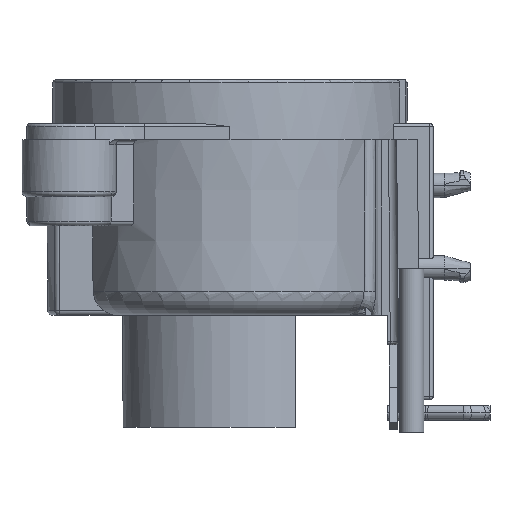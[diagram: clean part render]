
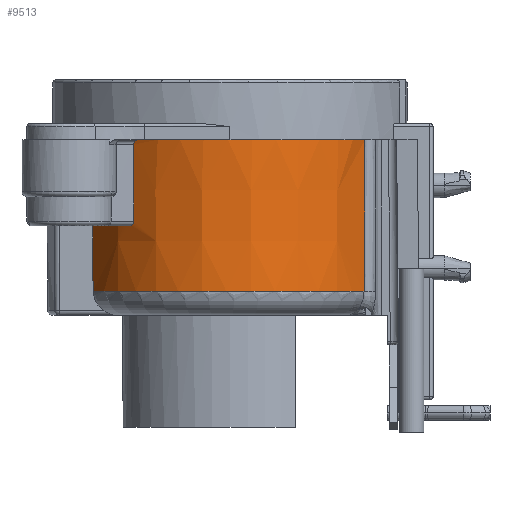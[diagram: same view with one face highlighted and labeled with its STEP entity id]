
A CAD part, left-side view. The second image highlights one B-rep face of the part: STEP entity #9513.
In plain terms, the highlighted conical face has half-angle 0.641 degrees and reference radius 9.107 mm.
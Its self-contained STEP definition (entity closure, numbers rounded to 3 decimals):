
#108=CARTESIAN_POINT('',(-3.858,-8.307,
-1.));
#110=CARTESIAN_POINT('',(0.,0.,-1.));
#111=DIRECTION('',(0.,0.,-1.));
#112=DIRECTION('',(-0.421,-0.907,0.));
#113=AXIS2_PLACEMENT_3D('',#110,#111,#112);
#151=CARTESIAN_POINT('',(-3.736,-8.248,
-10.317));
#152=CARTESIAN_POINT('',(-3.75,-8.254,
-9.273));
#153=CARTESIAN_POINT('',(-3.777,-8.268,
-7.192));
#154=CARTESIAN_POINT('',(-3.817,-8.287,
-4.087));
#155=CARTESIAN_POINT('',(-3.844,-8.3,
-2.027));
#156=CARTESIAN_POINT('',(-3.858,-8.307,
-1.));
#163=CARTESIAN_POINT('',(-6.976,5.929,-1.297));
#164=CARTESIAN_POINT('',(-6.977,5.929,-1.266));
#165=CARTESIAN_POINT('',(-6.984,5.921,-1.203));
#166=CARTESIAN_POINT('',(-7.013,5.889,-1.12));
#167=CARTESIAN_POINT('',(-7.056,5.838,-1.053));
#168=CARTESIAN_POINT('',(-7.11,5.773,-1.01));
#169=CARTESIAN_POINT('',(-7.15,5.723,
-1.));
#170=CARTESIAN_POINT('',(-7.17,5.698,
-1.));
#172=CARTESIAN_POINT('',(-3.319,8.424,-10.317));
#173=CARTESIAN_POINT('',(-3.327,8.433,-9.314));
#174=CARTESIAN_POINT('',(-3.345,8.45,-7.31));
#175=CARTESIAN_POINT('',(-3.371,8.476,-4.303));
#176=CARTESIAN_POINT('',(-3.389,8.493,-2.299));
#177=CARTESIAN_POINT('',(-3.397,8.502,-1.297));
#179=CARTESIAN_POINT('',(-5.929,6.976,-1.297));
#180=CARTESIAN_POINT('',(-5.928,6.969,-1.82));
#181=CARTESIAN_POINT('',(-5.927,6.955,-2.865));
#182=CARTESIAN_POINT('',(-5.925,6.933,-4.434));
#183=CARTESIAN_POINT('',(-5.924,6.919,-5.48));
#184=CARTESIAN_POINT('',(-5.923,6.912,-6.003));
#186=CARTESIAN_POINT('',(-5.923,6.912,-6.003));
#187=CARTESIAN_POINT('',(-5.923,6.912,-6.034));
#188=CARTESIAN_POINT('',(-5.93,6.904,-6.097));
#189=CARTESIAN_POINT('',(-5.963,6.875,-6.18));
#190=CARTESIAN_POINT('',(-6.013,6.83,-6.247));
#191=CARTESIAN_POINT('',(-6.076,6.774,-6.29));
#192=CARTESIAN_POINT('',(-6.122,6.732,-6.3));
#193=CARTESIAN_POINT('',(-6.146,6.71,-6.3));
#195=CARTESIAN_POINT('',(-6.71,6.146,-6.3));
#196=CARTESIAN_POINT('',(-6.732,6.122,-6.3));
#197=CARTESIAN_POINT('',(-6.774,6.076,-6.29));
#198=CARTESIAN_POINT('',(-6.83,6.013,-6.247));
#199=CARTESIAN_POINT('',(-6.875,5.963,-6.18));
#200=CARTESIAN_POINT('',(-6.904,5.93,-6.097));
#201=CARTESIAN_POINT('',(-6.912,5.923,-6.034));
#202=CARTESIAN_POINT('',(-6.912,5.923,-6.003));
#204=CARTESIAN_POINT('',(-6.912,5.923,-6.003));
#205=CARTESIAN_POINT('',(-6.919,5.924,-5.48));
#206=CARTESIAN_POINT('',(-6.933,5.925,-4.434));
#207=CARTESIAN_POINT('',(-6.955,5.927,-2.865));
#208=CARTESIAN_POINT('',(-6.969,5.928,-1.82));
#209=CARTESIAN_POINT('',(-6.976,5.929,-1.297));
#399=CARTESIAN_POINT('',(0.,0.,-6.3));
#400=DIRECTION('',(0.,0.,-1.));
#401=DIRECTION('',(-0.737,0.675,0.));
#402=AXIS2_PLACEMENT_3D('',#399,#400,#401);
#532=CARTESIAN_POINT('',(0.,0.,-1.297));
#533=DIRECTION('',(0.,0.,-1.));
#534=DIRECTION('',(-0.648,0.762,0.));
#535=AXIS2_PLACEMENT_3D('',#532,#533,#534);
#926=CARTESIAN_POINT('',(0.,0.,-10.317));
#927=DIRECTION('',(0.,0.,1.));
#928=DIRECTION('',(-0.367,0.93,0.));
#929=AXIS2_PLACEMENT_3D('',#926,#927,#928);
#7969=VERTEX_POINT('',#108);
#7970=CARTESIAN_POINT('',(-7.17,5.698,
-1.));
#7971=VERTEX_POINT('',#7970);
#7984=VERTEX_POINT('',#151);
#7987=VERTEX_POINT('',#163);
#7988=CARTESIAN_POINT('',(-3.319,8.424,
-10.317));
#7989=VERTEX_POINT('',#7988);
#7990=VERTEX_POINT('',#177);
#7991=CARTESIAN_POINT('',(-5.929,6.976,
-1.297));
#7992=VERTEX_POINT('',#7991);
#7993=VERTEX_POINT('',#184);
#7994=VERTEX_POINT('',#193);
#7995=CARTESIAN_POINT('',(-6.71,6.146,-6.3));
#7996=VERTEX_POINT('',#7995);
#7997=VERTEX_POINT('',#202);
#9486=CARTESIAN_POINT('',(0.,0.,-5.658));
#9487=DIRECTION('',(0.,0.,1.));
#9488=DIRECTION('',(0.,1.,0.));
#9489=AXIS2_PLACEMENT_3D('',#9486,#9487,#9488);
#9490=CONICAL_SURFACE('',#9489,9.106,0.641);
#9492=ORIENTED_EDGE('',*,*,#9491,.T.);
#9493=ORIENTED_EDGE('',*,*,#9431,.F.);
#9494=ORIENTED_EDGE('',*,*,#9476,.F.);
#9496=ORIENTED_EDGE('',*,*,#9495,.F.);
#9498=ORIENTED_EDGE('',*,*,#9497,.T.);
#9500=ORIENTED_EDGE('',*,*,#9499,.F.);
#9502=ORIENTED_EDGE('',*,*,#9501,.T.);
#9504=ORIENTED_EDGE('',*,*,#9503,.T.);
#9506=ORIENTED_EDGE('',*,*,#9505,.F.);
#9508=ORIENTED_EDGE('',*,*,#9507,.T.);
#9510=ORIENTED_EDGE('',*,*,#9509,.T.);
#9511=EDGE_LOOP('',(#9492,#9493,#9494,#9496,#9498,#9500,#9502,#9504,#9506,#9508,
#9510));
#9512=FACE_OUTER_BOUND('',#9511,.F.);
#9513=ADVANCED_FACE('',(#9512),#9490,.T.);
#114=CIRCLE('',#113,9.159);
#157=B_SPLINE_CURVE_WITH_KNOTS('',3,(#151,#152,#153,#154,#155,#156),
.UNSPECIFIED.,.F.,.F.,(4,1,1,4),(0.,0.333,0.667,1.),
.UNSPECIFIED.);
#171=B_SPLINE_CURVE_WITH_KNOTS('',3,(#163,#164,#165,#166,#167,#168,#169,#170),
.UNSPECIFIED.,.F.,.F.,(4,1,1,1,1,4),(0.,0.2,0.4,0.6,0.8,1.),
.UNSPECIFIED.);
#178=B_SPLINE_CURVE_WITH_KNOTS('',3,(#172,#173,#174,#175,#176,#177),
.UNSPECIFIED.,.F.,.F.,(4,1,1,4),(0.,0.333,0.667,1.),
.UNSPECIFIED.);
#185=B_SPLINE_CURVE_WITH_KNOTS('',3,(#179,#180,#181,#182,#183,#184),
.UNSPECIFIED.,.F.,.F.,(4,1,1,4),(0.,0.333,0.667,1.),
.UNSPECIFIED.);
#194=B_SPLINE_CURVE_WITH_KNOTS('',3,(#186,#187,#188,#189,#190,#191,#192,#193),
.UNSPECIFIED.,.F.,.F.,(4,1,1,1,1,4),(0.,0.2,0.4,0.6,0.8,1.),
.UNSPECIFIED.);
#203=B_SPLINE_CURVE_WITH_KNOTS('',3,(#195,#196,#197,#198,#199,#200,#201,#202),
.UNSPECIFIED.,.F.,.F.,(4,1,1,1,1,4),(0.,0.2,0.4,0.6,0.8,1.),
.UNSPECIFIED.);
#210=B_SPLINE_CURVE_WITH_KNOTS('',3,(#204,#205,#206,#207,#208,#209),
.UNSPECIFIED.,.F.,.F.,(4,1,1,4),(0.,0.333,0.667,1.),
.UNSPECIFIED.);
#403=CIRCLE('',#402,9.099);
#536=CIRCLE('',#535,9.155);
#930=CIRCLE('',#929,9.054);
#9431=EDGE_CURVE('',#7969,#7971,#114,.T.);
#9476=EDGE_CURVE('',#7984,#7969,#157,.T.);
#9491=EDGE_CURVE('',#7987,#7971,#171,.T.);
#9495=EDGE_CURVE('',#7989,#7984,#930,.T.);
#9497=EDGE_CURVE('',#7989,#7990,#178,.T.);
#9499=EDGE_CURVE('',#7992,#7990,#536,.T.);
#9501=EDGE_CURVE('',#7992,#7993,#185,.T.);
#9503=EDGE_CURVE('',#7993,#7994,#194,.T.);
#9505=EDGE_CURVE('',#7996,#7994,#403,.T.);
#9507=EDGE_CURVE('',#7996,#7997,#203,.T.);
#9509=EDGE_CURVE('',#7997,#7987,#210,.T.);
